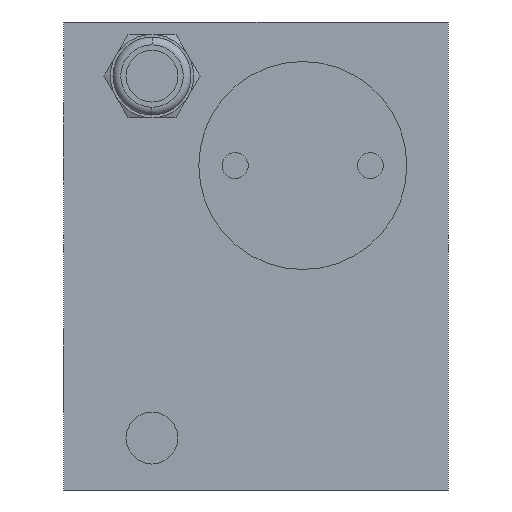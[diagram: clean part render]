
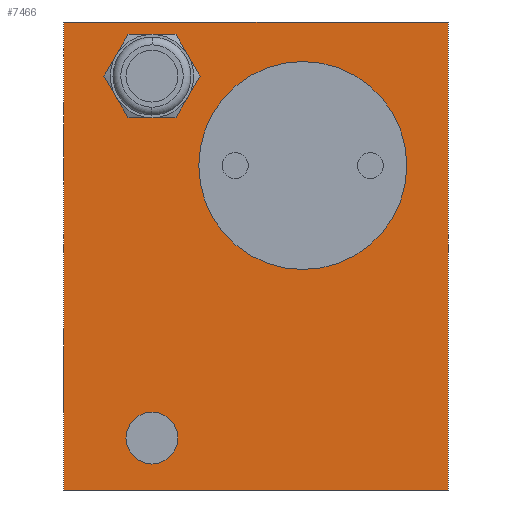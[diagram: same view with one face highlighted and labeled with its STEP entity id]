
A CAD part, left-side view. The second image highlights one B-rep face of the part: STEP entity #7466.
In plain terms, the highlighted planar face has unit normal (-1, 0, 0).
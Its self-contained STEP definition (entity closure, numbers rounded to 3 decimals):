
#1171=DIRECTION('',(0.,0.,1.));
#1172=VECTOR('',#1171,45.);
#1173=CARTESIAN_POINT('',(0.,37.,-45.));
#1174=LINE('',#1173,#1172);
#1215=DIRECTION('',(0.,-1.,0.));
#1216=VECTOR('',#1215,37.);
#1217=CARTESIAN_POINT('',(0.,37.,-45.));
#1218=LINE('',#1217,#1216);
#1219=DIRECTION('',(0.,1.,0.));
#1220=VECTOR('',#1219,37.);
#1221=CARTESIAN_POINT('',(0.,0.,0.));
#1222=LINE('',#1221,#1220);
#1223=DIRECTION('',(0.,0.,1.));
#1224=VECTOR('',#1223,45.);
#1225=CARTESIAN_POINT('',(0.,0.,-45.));
#1226=LINE('',#1225,#1224);
#1227=CARTESIAN_POINT('',(0.,14.,-13.8));
#1228=DIRECTION('',(1.,0.,0.));
#1229=DIRECTION('',(0.,0.,-1.));
#1230=AXIS2_PLACEMENT_3D('',#1227,#1228,#1229);
#1232=CARTESIAN_POINT('',(0.,14.,-13.8));
#1233=DIRECTION('',(1.,0.,0.));
#1234=DIRECTION('',(0.,0.,1.));
#1235=AXIS2_PLACEMENT_3D('',#1232,#1233,#1234);
#1237=CARTESIAN_POINT('',(0.,28.5,-40.));
#1238=DIRECTION('',(1.,0.,0.));
#1239=DIRECTION('',(0.,0.,-1.));
#1240=AXIS2_PLACEMENT_3D('',#1237,#1238,#1239);
#1242=CARTESIAN_POINT('',(0.,28.5,-40.));
#1243=DIRECTION('',(1.,0.,0.));
#1244=DIRECTION('',(0.,0.,1.));
#1245=AXIS2_PLACEMENT_3D('',#1242,#1243,#1244);
#1247=CARTESIAN_POINT('',(0.,28.5,-5.2));
#1248=DIRECTION('',(-1.,0.,0.));
#1249=DIRECTION('',(0.,-0.866,0.5));
#1250=AXIS2_PLACEMENT_3D('',#1247,#1248,#1249);
#1252=CARTESIAN_POINT('',(0.,28.5,-5.2));
#1253=DIRECTION('',(-1.,0.,0.));
#1254=DIRECTION('',(0.,0.,1.));
#1255=AXIS2_PLACEMENT_3D('',#1252,#1253,#1254);
#1257=CARTESIAN_POINT('',(0.,28.5,-5.2));
#1258=DIRECTION('',(-1.,0.,0.));
#1259=DIRECTION('',(0.,0.866,0.5));
#1260=AXIS2_PLACEMENT_3D('',#1257,#1258,#1259);
#1262=CARTESIAN_POINT('',(0.,28.5,-5.2));
#1263=DIRECTION('',(-1.,0.,0.));
#1264=DIRECTION('',(0.,0.866,-0.5));
#1265=AXIS2_PLACEMENT_3D('',#1262,#1263,#1264);
#1267=CARTESIAN_POINT('',(0.,28.5,-5.2));
#1268=DIRECTION('',(-1.,0.,0.));
#1269=DIRECTION('',(0.,0.,-1.));
#1270=AXIS2_PLACEMENT_3D('',#1267,#1268,#1269);
#1272=CARTESIAN_POINT('',(0.,28.5,-5.2));
#1273=DIRECTION('',(-1.,0.,0.));
#1274=DIRECTION('',(0.,-0.866,-0.5));
#1275=AXIS2_PLACEMENT_3D('',#1272,#1273,#1274);
#4943=CARTESIAN_POINT('',(0.,0.,-45.));
#4944=VERTEX_POINT('',#4943);
#4945=CARTESIAN_POINT('',(0.,37.,-45.));
#4946=VERTEX_POINT('',#4945);
#4983=CARTESIAN_POINT('',(0.,0.,0.));
#4984=VERTEX_POINT('',#4983);
#4985=CARTESIAN_POINT('',(0.,37.,0.));
#4986=VERTEX_POINT('',#4985);
#5621=CARTESIAN_POINT('',(0.,14.,-23.8));
#5622=CARTESIAN_POINT('',(0.,14.,-3.8));
#5623=VERTEX_POINT('',#5621);
#5624=VERTEX_POINT('',#5622);
#5625=CARTESIAN_POINT('',(0.,28.5,-42.5));
#5626=CARTESIAN_POINT('',(0.,28.5,-37.5));
#5627=VERTEX_POINT('',#5625);
#5628=VERTEX_POINT('',#5626);
#6321=CARTESIAN_POINT('',(0.,25.036,-3.2));
#6322=CARTESIAN_POINT('',(0.,28.5,-1.2));
#6323=VERTEX_POINT('',#6321);
#6324=VERTEX_POINT('',#6322);
#6325=CARTESIAN_POINT('',(0.,31.964,-7.2));
#6326=CARTESIAN_POINT('',(0.,28.5,-9.2));
#6327=VERTEX_POINT('',#6325);
#6328=VERTEX_POINT('',#6326);
#6329=CARTESIAN_POINT('',(0.,25.036,-7.2));
#6330=VERTEX_POINT('',#6329);
#6331=CARTESIAN_POINT('',(0.,31.964,-3.2));
#6332=VERTEX_POINT('',#6331);
#7428=CARTESIAN_POINT('',(0.,18.5,-22.5));
#7429=DIRECTION('',(1.,0.,0.));
#7430=DIRECTION('',(0.,-1.,0.));
#7431=AXIS2_PLACEMENT_3D('',#7428,#7429,#7430);
#7432=PLANE('',#7431);
#7433=ORIENTED_EDGE('',*,*,#7266,.F.);
#7434=ORIENTED_EDGE('',*,*,#7399,.T.);
#7435=ORIENTED_EDGE('',*,*,#6666,.F.);
#7437=ORIENTED_EDGE('',*,*,#7436,.F.);
#7438=EDGE_LOOP('',(#7433,#7434,#7435,#7437));
#7439=FACE_OUTER_BOUND('',#7438,.F.);
#7441=ORIENTED_EDGE('',*,*,#7440,.F.);
#7443=ORIENTED_EDGE('',*,*,#7442,.F.);
#7444=EDGE_LOOP('',(#7441,#7443));
#7445=FACE_BOUND('',#7444,.F.);
#7447=ORIENTED_EDGE('',*,*,#7446,.F.);
#7449=ORIENTED_EDGE('',*,*,#7448,.F.);
#7450=EDGE_LOOP('',(#7447,#7449));
#7451=FACE_BOUND('',#7450,.F.);
#7453=ORIENTED_EDGE('',*,*,#7452,.T.);
#7455=ORIENTED_EDGE('',*,*,#7454,.T.);
#7457=ORIENTED_EDGE('',*,*,#7456,.T.);
#7459=ORIENTED_EDGE('',*,*,#7458,.T.);
#7461=ORIENTED_EDGE('',*,*,#7460,.T.);
#7463=ORIENTED_EDGE('',*,*,#7462,.T.);
#7464=EDGE_LOOP('',(#7453,#7455,#7457,#7459,#7461,#7463));
#7465=FACE_BOUND('',#7464,.F.);
#7466=ADVANCED_FACE('',(#7439,#7445,#7451,#7465),#7432,.F.);
#1231=CIRCLE('',#1230,10.);
#1236=CIRCLE('',#1235,10.);
#1241=CIRCLE('',#1240,2.5);
#1246=CIRCLE('',#1245,2.5);
#1251=CIRCLE('',#1250,4.);
#1256=CIRCLE('',#1255,4.);
#1261=CIRCLE('',#1260,4.);
#1266=CIRCLE('',#1265,4.);
#1271=CIRCLE('',#1270,4.);
#1276=CIRCLE('',#1275,4.);
#6666=EDGE_CURVE('',#4984,#4986,#1222,.T.);
#7266=EDGE_CURVE('',#4946,#4944,#1218,.T.);
#7399=EDGE_CURVE('',#4946,#4986,#1174,.T.);
#7436=EDGE_CURVE('',#4944,#4984,#1226,.T.);
#7440=EDGE_CURVE('',#5623,#5624,#1231,.T.);
#7442=EDGE_CURVE('',#5624,#5623,#1236,.T.);
#7446=EDGE_CURVE('',#5627,#5628,#1241,.T.);
#7448=EDGE_CURVE('',#5628,#5627,#1246,.T.);
#7452=EDGE_CURVE('',#6323,#6324,#1251,.T.);
#7454=EDGE_CURVE('',#6324,#6332,#1256,.T.);
#7456=EDGE_CURVE('',#6332,#6327,#1261,.T.);
#7458=EDGE_CURVE('',#6327,#6328,#1266,.T.);
#7460=EDGE_CURVE('',#6328,#6330,#1271,.T.);
#7462=EDGE_CURVE('',#6330,#6323,#1276,.T.);
